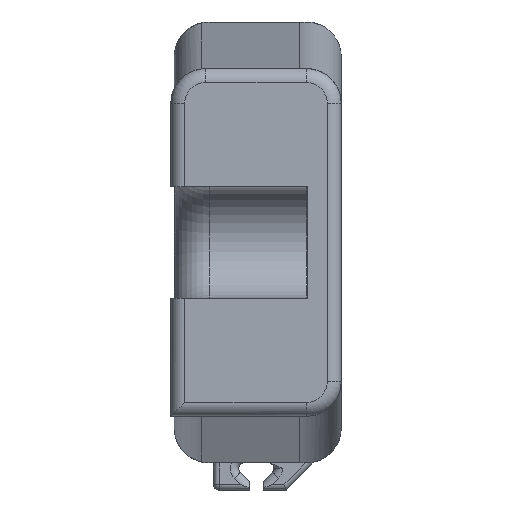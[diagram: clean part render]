
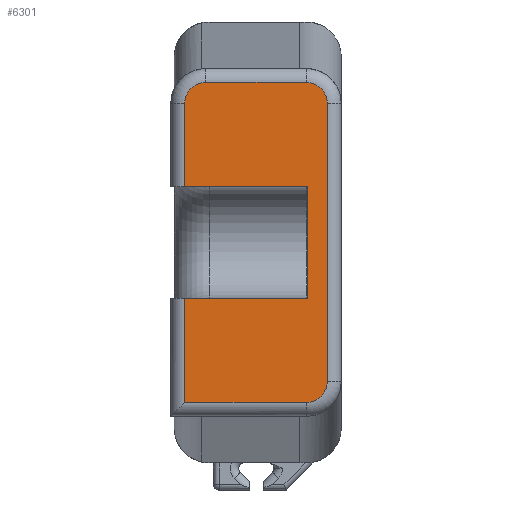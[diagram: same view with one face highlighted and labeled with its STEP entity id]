
A CAD part, left-side view. The second image highlights one B-rep face of the part: STEP entity #6301.
In plain terms, the highlighted planar face has unit normal (-1, 0, 0).
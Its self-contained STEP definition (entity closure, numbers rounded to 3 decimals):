
#283=PLANE('',#6812);
#581=FACE_OUTER_BOUND('',#930,.T.);
#930=EDGE_LOOP('',(#5316,#5317,#5318,#5319,#5320,#5321,#5322,#5323,#5324,
#5325,#5326));
#1071=CIRCLE('',#6475,3.);
#1075=CIRCLE('',#6481,3.);
#1079=CIRCLE('',#6487,3.);
#1237=LINE('',#9039,#1907);
#1239=LINE('',#9051,#1909);
#1241=LINE('',#9063,#1911);
#1519=LINE('',#9753,#2189);
#1526=LINE('',#9767,#2196);
#1765=LINE('',#10405,#2435);
#1766=LINE('',#10407,#2436);
#1767=LINE('',#10408,#2437);
#1907=VECTOR('',#7120,12.);
#1909=VECTOR('',#7134,14.5);
#1911=VECTOR('',#7148,40.);
#2189=VECTOR('',#7704,17.7);
#2196=VECTOR('',#7717,17.7);
#2435=VECTOR('',#8330,16.);
#2436=VECTOR('',#8331,12.);
#2437=VECTOR('',#8332,14.5);
#2679=VERTEX_POINT('',#9032);
#2682=VERTEX_POINT('',#9037);
#2683=VERTEX_POINT('',#9041);
#2685=VERTEX_POINT('',#9047);
#2687=VERTEX_POINT('',#9053);
#2689=VERTEX_POINT('',#9059);
#2691=VERTEX_POINT('',#9065);
#2930=VERTEX_POINT('',#9750);
#2931=VERTEX_POINT('',#9752);
#2935=VERTEX_POINT('',#9766);
#3136=VERTEX_POINT('',#10406);
#3307=EDGE_CURVE('',#2679,#2682,#1237,.T.);
#3310=EDGE_CURVE('',#2683,#2679,#1071,.F.);
#3313=EDGE_CURVE('',#2685,#2683,#1239,.F.);
#3316=EDGE_CURVE('',#2687,#2685,#1075,.F.);
#3319=EDGE_CURVE('',#2689,#2687,#1241,.F.);
#3322=EDGE_CURVE('',#2691,#2689,#1079,.F.);
#3649=EDGE_CURVE('',#2930,#2931,#1519,.T.);
#3656=EDGE_CURVE('',#2682,#2935,#1526,.T.);
#3967=EDGE_CURVE('',#2931,#2935,#1765,.T.);
#3968=EDGE_CURVE('',#2930,#3136,#1766,.T.);
#3969=EDGE_CURVE('',#3136,#2691,#1767,.T.);
#5316=ORIENTED_EDGE('',*,*,#3310,.T.);
#5317=ORIENTED_EDGE('',*,*,#3307,.T.);
#5318=ORIENTED_EDGE('',*,*,#3656,.T.);
#5319=ORIENTED_EDGE('',*,*,#3967,.F.);
#5320=ORIENTED_EDGE('',*,*,#3649,.F.);
#5321=ORIENTED_EDGE('',*,*,#3968,.T.);
#5322=ORIENTED_EDGE('',*,*,#3969,.T.);
#5323=ORIENTED_EDGE('',*,*,#3322,.T.);
#5324=ORIENTED_EDGE('',*,*,#3319,.T.);
#5325=ORIENTED_EDGE('',*,*,#3316,.T.);
#5326=ORIENTED_EDGE('',*,*,#3313,.T.);
#6301=ADVANCED_FACE('',(#581),#283,.F.);
#6475=AXIS2_PLACEMENT_3D('',#9045,#7127,#7128);
#6481=AXIS2_PLACEMENT_3D('',#9057,#7141,#7142);
#6487=AXIS2_PLACEMENT_3D('',#9069,#7155,#7156);
#6812=AXIS2_PLACEMENT_3D('',#10404,#8328,#8329);
#7120=DIRECTION('',(0.,0.,-1.));
#7127=DIRECTION('center_axis',(1.,0.,0.));
#7128=DIRECTION('ref_axis',(0.,0.,-1.));
#7134=DIRECTION('',(0.,-1.,0.));
#7141=DIRECTION('center_axis',(1.,0.,0.));
#7142=DIRECTION('ref_axis',(0.,0.,-1.));
#7148=DIRECTION('',(0.,0.,-1.));
#7155=DIRECTION('center_axis',(1.,0.,0.));
#7156=DIRECTION('ref_axis',(0.,0.,-1.));
#7704=DIRECTION('',(0.,-1.,0.));
#7717=DIRECTION('',(0.,-1.,0.));
#8328=DIRECTION('center_axis',(1.,0.,0.));
#8329=DIRECTION('ref_axis',(0.,0.,-1.));
#8330=DIRECTION('',(0.,0.,1.));
#8331=DIRECTION('',(0.,0.,-1.));
#8332=DIRECTION('',(0.,-1.,0.));
#9032=CARTESIAN_POINT('',(-65.085,22.5,20.));
#9037=CARTESIAN_POINT('',(-65.085,22.5,8.));
#9039=CARTESIAN_POINT('',(-65.085,22.5,20.));
#9041=CARTESIAN_POINT('',(-65.085,19.5,23.));
#9045=CARTESIAN_POINT('Origin',(-65.085,19.5,20.));
#9047=CARTESIAN_POINT('',(-65.085,5.,23.));
#9051=CARTESIAN_POINT('',(-65.085,19.5,23.));
#9053=CARTESIAN_POINT('',(-65.085,2.,20.));
#9057=CARTESIAN_POINT('Origin',(-65.085,5.,20.));
#9059=CARTESIAN_POINT('',(-65.085,2.,-20.));
#9063=CARTESIAN_POINT('',(-65.085,2.,20.));
#9065=CARTESIAN_POINT('',(-65.085,5.,-23.));
#9069=CARTESIAN_POINT('Origin',(-65.085,5.,-20.));
#9750=CARTESIAN_POINT('',(-65.085,22.5,-8.));
#9752=CARTESIAN_POINT('',(-65.085,4.8,-8.));
#9753=CARTESIAN_POINT('',(-65.085,22.5,-8.));
#9766=CARTESIAN_POINT('',(-65.085,4.8,8.));
#9767=CARTESIAN_POINT('',(-65.085,22.5,8.));
#10404=CARTESIAN_POINT('Origin',(-65.085,0.,
25.));
#10405=CARTESIAN_POINT('',(-65.085,4.8,-8.));
#10406=CARTESIAN_POINT('',(-65.085,22.5,-23.));
#10407=CARTESIAN_POINT('',(-65.085,22.5,-8.));
#10408=CARTESIAN_POINT('',(-65.085,19.5,-23.));
